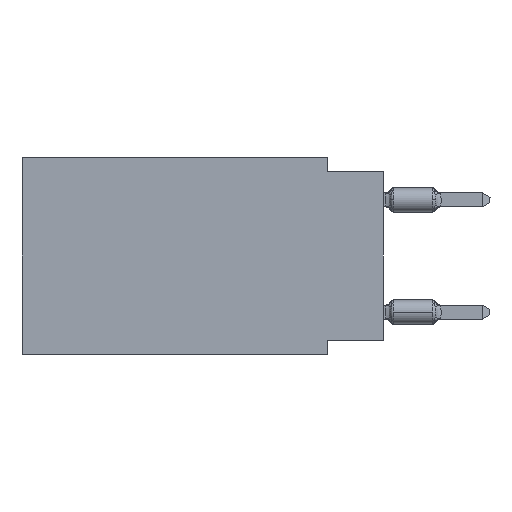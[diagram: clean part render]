
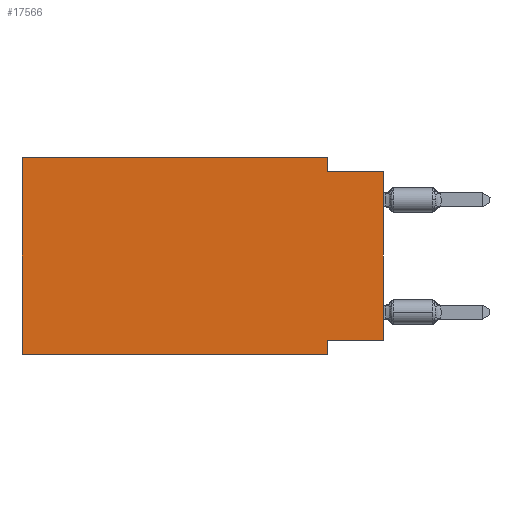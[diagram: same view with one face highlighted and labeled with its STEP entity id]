
A CAD part, left-side view. The second image highlights one B-rep face of the part: STEP entity #17566.
In plain terms, the highlighted planar face has unit normal (-1, 0, 0).
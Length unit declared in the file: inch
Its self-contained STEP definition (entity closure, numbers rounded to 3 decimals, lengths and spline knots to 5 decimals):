
#1 = VECTOR ( 'NONE', #1257, 39.37008 ) ;
#153 = FACE_OUTER_BOUND ( 'NONE', #23089, .T. ) ;
#803 = CARTESIAN_POINT ( 'NONE',  ( 0., 0., -0.325 ) ) ;
#1257 = DIRECTION ( 'NONE',  ( 0., 0., -1. ) ) ;
#1346 = LINE ( 'NONE', #5429, #2580 ) ;
#1441 = CARTESIAN_POINT ( 'NONE',  ( 0., 0., -0.025 ) ) ;
#2039 = ORIENTED_EDGE ( 'NONE', *, *, #7482, .T. ) ;
#2487 = LINE ( 'NONE', #7860, #18029 ) ;
#2580 = VECTOR ( 'NONE', #12541, 39.37008 ) ;
#3098 = LINE ( 'NONE', #11981, #15485 ) ;
#3163 = DIRECTION ( 'NONE',  ( 0., 0., -1. ) ) ;
#3263 = ORIENTED_EDGE ( 'NONE', *, *, #9921, .T. ) ;
#3874 = VERTEX_POINT ( 'NONE', #6775 ) ;
#4646 = DIRECTION ( 'NONE',  ( 0., -1., 0. ) ) ;
#4761 = DIRECTION ( 'NONE',  ( 0., -1., 0. ) ) ;
#5429 = CARTESIAN_POINT ( 'NONE',  ( 0., 0., 0. ) ) ;
#5688 = ORIENTED_EDGE ( 'NONE', *, *, #11232, .F. ) ;
#6775 = CARTESIAN_POINT ( 'NONE',  ( 0., 0.1, -0.025 ) ) ;
#7011 = VERTEX_POINT ( 'NONE', #9456 ) ;
#7093 = VERTEX_POINT ( 'NONE', #9795 ) ;
#7482 = EDGE_CURVE ( 'NONE', #21124, #16826, #3098, .T. ) ;
#7860 = CARTESIAN_POINT ( 'NONE',  ( 0., 0.645, 0. ) ) ;
#8430 = CARTESIAN_POINT ( 'NONE',  ( 0., 0.1, 0. ) ) ;
#8476 = AXIS2_PLACEMENT_3D ( 'NONE', #14415, #21414, #8688 ) ;
#8688 = DIRECTION ( 'NONE',  ( 0., 0., -1. ) ) ;
#8889 = VERTEX_POINT ( 'NONE', #10061 ) ;
#9207 = CARTESIAN_POINT ( 'NONE',  ( 0., 0.645, 0. ) ) ;
#9456 = CARTESIAN_POINT ( 'NONE',  ( 0., 0., -0.325 ) ) ;
#9558 = ORIENTED_EDGE ( 'NONE', *, *, #9629, .F. ) ;
#9629 = EDGE_CURVE ( 'NONE', #21124, #8889, #11080, .T. ) ;
#9795 = CARTESIAN_POINT ( 'NONE',  ( 0., 0.1, -0.325 ) ) ;
#9921 = EDGE_CURVE ( 'NONE', #7011, #10501, #1346, .T. ) ;
#9923 = CARTESIAN_POINT ( 'NONE',  ( 0., 0., -0.025 ) ) ;
#10061 = CARTESIAN_POINT ( 'NONE',  ( 0., 0.645, 0. ) ) ;
#10257 = CARTESIAN_POINT ( 'NONE',  ( 0., 0.1, -0.35 ) ) ;
#10498 = VECTOR ( 'NONE', #20212, 39.37008 ) ;
#10501 = VERTEX_POINT ( 'NONE', #9923 ) ;
#10572 = CARTESIAN_POINT ( 'NONE',  ( 0., 0.1, 0. ) ) ;
#11080 = LINE ( 'NONE', #9207, #11911 ) ;
#11232 = EDGE_CURVE ( 'NONE', #7093, #16826, #19143, .T. ) ;
#11621 = VECTOR ( 'NONE', #3163, 39.37008 ) ;
#11911 = VECTOR ( 'NONE', #16338, 39.37008 ) ;
#11981 = CARTESIAN_POINT ( 'NONE',  ( 0., 0.645, -0.35 ) ) ;
#12096 = EDGE_CURVE ( 'NONE', #14544, #3874, #19178, .T. ) ;
#12541 = DIRECTION ( 'NONE',  ( 0., 0., 1. ) ) ;
#13215 = ORIENTED_EDGE ( 'NONE', *, *, #20498, .F. ) ;
#13635 = EDGE_CURVE ( 'NONE', #3874, #10501, #22369, .T. ) ;
#14415 = CARTESIAN_POINT ( 'NONE',  ( 0., 0.645, 0. ) ) ;
#14544 = VERTEX_POINT ( 'NONE', #10572 ) ;
#15485 = VECTOR ( 'NONE', #4646, 39.37008 ) ;
#15962 = ORIENTED_EDGE ( 'NONE', *, *, #20862, .F. ) ;
#16338 = DIRECTION ( 'NONE',  ( 0., 0., 1. ) ) ;
#16477 = ORIENTED_EDGE ( 'NONE', *, *, #13635, .F. ) ;
#16826 = VERTEX_POINT ( 'NONE', #17433 ) ;
#16831 = VECTOR ( 'NONE', #4761, 39.37008 ) ;
#17433 = CARTESIAN_POINT ( 'NONE',  ( 0., 0.1, -0.35 ) ) ;
#17566 = ADVANCED_FACE ( 'NONE', ( #153 ), #21074, .F. ) ;
#17928 = ORIENTED_EDGE ( 'NONE', *, *, #12096, .F. ) ;
#18029 = VECTOR ( 'NONE', #18727, 39.37008 ) ;
#18086 = CARTESIAN_POINT ( 'NONE',  ( 0., 0.645, -0.35 ) ) ;
#18727 = DIRECTION ( 'NONE',  ( 0., -1., 0. ) ) ;
#19143 = LINE ( 'NONE', #10257, #1 ) ;
#19178 = LINE ( 'NONE', #8430, #11621 ) ;
#20212 = DIRECTION ( 'NONE',  ( 0., 1., 0. ) ) ;
#20498 = EDGE_CURVE ( 'NONE', #8889, #14544, #2487, .T. ) ;
#20862 = EDGE_CURVE ( 'NONE', #7011, #7093, #21737, .T. ) ;
#21074 = PLANE ( 'NONE',  #8476 ) ;
#21124 = VERTEX_POINT ( 'NONE', #18086 ) ;
#21414 = DIRECTION ( 'NONE',  ( 1., 0., 0. ) ) ;
#21737 = LINE ( 'NONE', #803, #10498 ) ;
#22369 = LINE ( 'NONE', #1441, #16831 ) ;
#23089 = EDGE_LOOP ( 'NONE', ( #3263, #16477, #17928, #13215, #9558, #2039, #5688, #15962 ) ) ;
